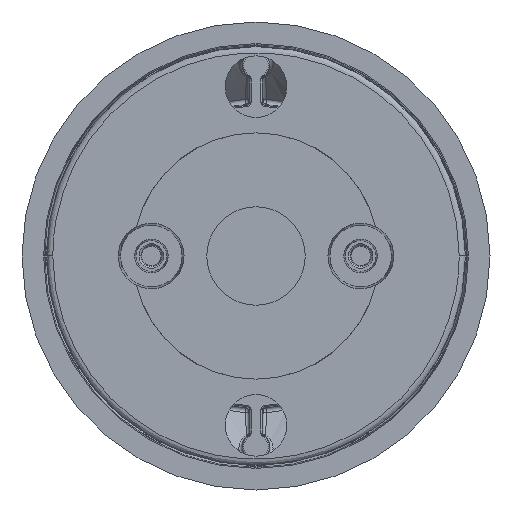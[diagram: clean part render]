
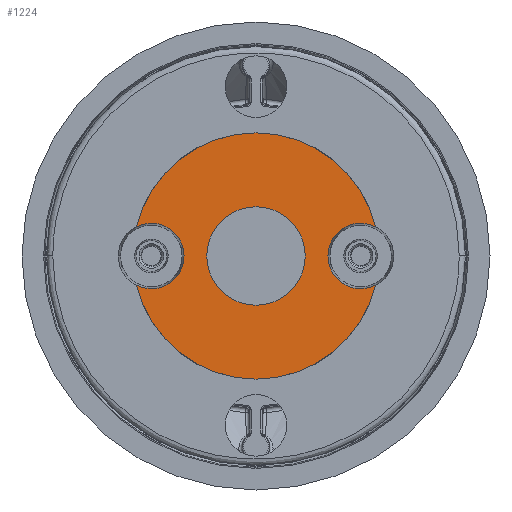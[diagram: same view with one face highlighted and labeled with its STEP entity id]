
A CAD part, front view. The second image highlights one B-rep face of the part: STEP entity #1224.
In plain terms, the highlighted planar face has unit normal (0, -1, 0).
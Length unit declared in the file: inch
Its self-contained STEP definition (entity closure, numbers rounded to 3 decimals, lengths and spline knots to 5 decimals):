
#288 = CIRCLE ( 'NONE', #31119, 0.20925 ) ;
#369 = PLANE ( 'NONE',  #40630 ) ;
#846 = CARTESIAN_POINT ( 'NONE',  ( -0.66929, 0.01575, -1.29921 ) ) ;
#1224 = ADVANCED_FACE ( 'NONE', ( #25850, #14618 ), #369, .T. ) ;
#2131 = ORIENTED_EDGE ( 'NONE', *, *, #48865, .T. ) ;
#2369 = CIRCLE ( 'NONE', #34504, 0.20925 ) ;
#2787 = VERTEX_POINT ( 'NONE', #29028 ) ;
#2932 = ORIENTED_EDGE ( 'NONE', *, *, #25337, .T. ) ;
#3460 = AXIS2_PLACEMENT_3D ( 'NONE', #13328, #42891, #17545 ) ;
#3935 = EDGE_CURVE ( 'NONE', #2787, #37470, #10640, .T. ) ;
#4633 = AXIS2_PLACEMENT_3D ( 'NONE', #846, #30391, #5135 ) ;
#4644 = DIRECTION ( 'NONE',  ( 0., 0., -1. ) ) ;
#5135 = DIRECTION ( 'NONE',  ( -1., 0., 0. ) ) ;
#7382 = AXIS2_PLACEMENT_3D ( 'NONE', #17315, #46883, #21524 ) ;
#7392 = CARTESIAN_POINT ( 'NONE',  ( -0.66929, 0.01575, -1.29921 ) ) ;
#7859 = VERTEX_POINT ( 'NONE', #27625 ) ;
#8358 = CARTESIAN_POINT ( 'NONE',  ( 0., 0.01575, -1.29921 ) ) ;
#9786 = CARTESIAN_POINT ( 'NONE',  ( 0., 0.01575, -0.51181 ) ) ;
#10640 = CIRCLE ( 'NONE', #13086, 0.7874 ) ;
#11007 = DIRECTION ( 'NONE',  ( 0., 1., 0. ) ) ;
#11621 = DIRECTION ( 'NONE',  ( -1., 0., 0. ) ) ;
#12490 = CARTESIAN_POINT ( 'NONE',  ( 0., 0.01575, -1.61417 ) ) ;
#12586 = DIRECTION ( 'NONE',  ( 0., 0., 1. ) ) ;
#13086 = AXIS2_PLACEMENT_3D ( 'NONE', #20770, #50346, #25050 ) ;
#13328 = CARTESIAN_POINT ( 'NONE',  ( 0., 0.01575, -1.29921 ) ) ;
#13814 = EDGE_CURVE ( 'NONE', #37470, #42370, #45901, .T. ) ;
#14021 = CIRCLE ( 'NONE', #18564, 0.31496 ) ;
#14081 = CARTESIAN_POINT ( 'NONE',  ( 0., 0.01575, -0.98425 ) ) ;
#14618 = FACE_OUTER_BOUND ( 'NONE', #32666, .T. ) ;
#15200 = ORIENTED_EDGE ( 'NONE', *, *, #53957, .T. ) ;
#17315 = CARTESIAN_POINT ( 'NONE',  ( 0., 0.01575, -1.29921 ) ) ;
#17545 = DIRECTION ( 'NONE',  ( 0., 0., 1. ) ) ;
#17617 = CARTESIAN_POINT ( 'NONE',  ( 0., 0.01575, -1.29921 ) ) ;
#18564 = AXIS2_PLACEMENT_3D ( 'NONE', #8358, #37874, #12586 ) ;
#19842 = CARTESIAN_POINT ( 'NONE',  ( 0.66929, 0.01575, -1.29921 ) ) ;
#20735 = VERTEX_POINT ( 'NONE', #26133 ) ;
#20770 = CARTESIAN_POINT ( 'NONE',  ( 0., 0.01575, -1.29921 ) ) ;
#21524 = DIRECTION ( 'NONE',  ( 0., 0., 1. ) ) ;
#21837 = DIRECTION ( 'NONE',  ( 0., 0., 1. ) ) ;
#24125 = DIRECTION ( 'NONE',  ( -1., 0., 0. ) ) ;
#25050 = DIRECTION ( 'NONE',  ( 0., 0., 1. ) ) ;
#25337 = EDGE_CURVE ( 'NONE', #46381, #20735, #52590, .T. ) ;
#25650 = AXIS2_PLACEMENT_3D ( 'NONE', #17617, #47201, #21837 ) ;
#25850 = FACE_BOUND ( 'NONE', #30926, .T. ) ;
#26133 = CARTESIAN_POINT ( 'NONE',  ( 0.76511, 0.01575, -1.48524 ) ) ;
#27625 = CARTESIAN_POINT ( 'NONE',  ( 0.46004, 0.01575, -1.29921 ) ) ;
#29028 = CARTESIAN_POINT ( 'NONE',  ( 0.76511, 0.01575, -1.11319 ) ) ;
#29892 = DIRECTION ( 'NONE',  ( 0., -1., 0. ) ) ;
#29995 = CIRCLE ( 'NONE', #4633, 0.20925 ) ;
#30256 = ORIENTED_EDGE ( 'NONE', *, *, #42615, .T. ) ;
#30391 = DIRECTION ( 'NONE',  ( 0., 1., 0. ) ) ;
#30450 = EDGE_CURVE ( 'NONE', #7859, #2787, #36995, .T. ) ;
#30926 = EDGE_LOOP ( 'NONE', ( #2131, #32042 ) ) ;
#31060 = CARTESIAN_POINT ( 'NONE',  ( -0.76511, 0.01575, -1.48524 ) ) ;
#31119 = AXIS2_PLACEMENT_3D ( 'NONE', #7392, #36913, #11621 ) ;
#32042 = ORIENTED_EDGE ( 'NONE', *, *, #47164, .T. ) ;
#32666 = EDGE_LOOP ( 'NONE', ( #2932, #15200, #41703, #33096, #54621, #35762, #30256 ) ) ;
#33096 = ORIENTED_EDGE ( 'NONE', *, *, #3935, .T. ) ;
#34504 = AXIS2_PLACEMENT_3D ( 'NONE', #36272, #11007, #40553 ) ;
#35129 = VERTEX_POINT ( 'NONE', #12490 ) ;
#35762 = ORIENTED_EDGE ( 'NONE', *, *, #42784, .T. ) ;
#36272 = CARTESIAN_POINT ( 'NONE',  ( 0.66929, 0.01575, -1.29921 ) ) ;
#36593 = VERTEX_POINT ( 'NONE', #14081 ) ;
#36913 = DIRECTION ( 'NONE',  ( 0., 1., 0. ) ) ;
#36995 = CIRCLE ( 'NONE', #43207, 0.20925 ) ;
#37470 = VERTEX_POINT ( 'NONE', #9786 ) ;
#37874 = DIRECTION ( 'NONE',  ( 0., 1., 0. ) ) ;
#40275 = VERTEX_POINT ( 'NONE', #40685 ) ;
#40553 = DIRECTION ( 'NONE',  ( -1., 0., 0. ) ) ;
#40630 = AXIS2_PLACEMENT_3D ( 'NONE', #42504, #29892, #4644 ) ;
#40685 = CARTESIAN_POINT ( 'NONE',  ( -0.46004, 0.01575, -1.29921 ) ) ;
#41703 = ORIENTED_EDGE ( 'NONE', *, *, #30450, .T. ) ;
#42370 = VERTEX_POINT ( 'NONE', #42513 ) ;
#42504 = CARTESIAN_POINT ( 'NONE',  ( -0.31496, 0.01575, -1.29921 ) ) ;
#42513 = CARTESIAN_POINT ( 'NONE',  ( -0.76511, 0.01575, -1.11319 ) ) ;
#42615 = EDGE_CURVE ( 'NONE', #40275, #46381, #288, .T. ) ;
#42784 = EDGE_CURVE ( 'NONE', #42370, #40275, #29995, .T. ) ;
#42891 = DIRECTION ( 'NONE',  ( 0., -1., 0. ) ) ;
#43207 = AXIS2_PLACEMENT_3D ( 'NONE', #19842, #49411, #24125 ) ;
#45901 = CIRCLE ( 'NONE', #3460, 0.7874 ) ;
#46381 = VERTEX_POINT ( 'NONE', #31060 ) ;
#46883 = DIRECTION ( 'NONE',  ( 0., 1., 0. ) ) ;
#47164 = EDGE_CURVE ( 'NONE', #35129, #36593, #14021, .T. ) ;
#47201 = DIRECTION ( 'NONE',  ( 0., -1., 0. ) ) ;
#48865 = EDGE_CURVE ( 'NONE', #36593, #35129, #50285, .T. ) ;
#49411 = DIRECTION ( 'NONE',  ( 0., 1., 0. ) ) ;
#50285 = CIRCLE ( 'NONE', #7382, 0.31496 ) ;
#50346 = DIRECTION ( 'NONE',  ( 0., -1., 0. ) ) ;
#52590 = CIRCLE ( 'NONE', #25650, 0.7874 ) ;
#53957 = EDGE_CURVE ( 'NONE', #20735, #7859, #2369, .T. ) ;
#54621 = ORIENTED_EDGE ( 'NONE', *, *, #13814, .T. ) ;
